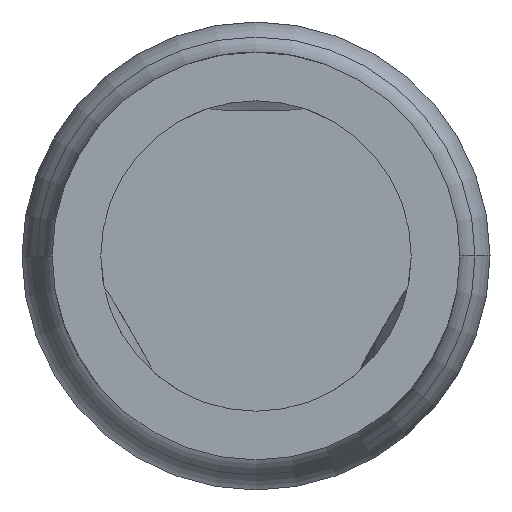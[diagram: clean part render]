
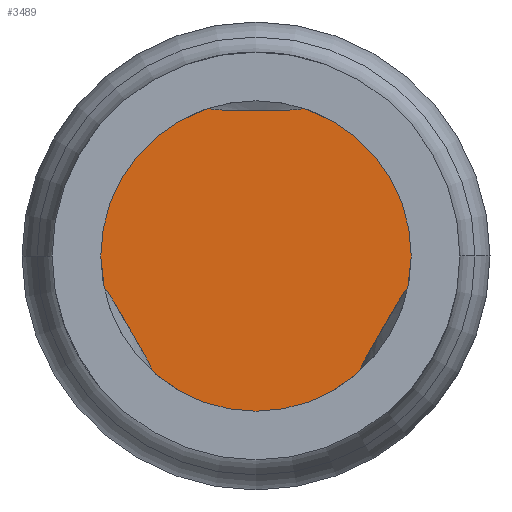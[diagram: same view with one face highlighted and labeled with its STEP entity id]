
A CAD part, front view. The second image highlights one B-rep face of the part: STEP entity #3489.
In plain terms, the highlighted planar face has unit normal (0, -1, 0).
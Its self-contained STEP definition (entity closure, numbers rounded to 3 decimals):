
#413 = DIRECTION ( 'NONE',  ( 1., 0., 0. ) ) ;
#526 = ORIENTED_EDGE ( 'NONE', *, *, #2353, .F. ) ;
#1164 = FACE_OUTER_BOUND ( 'NONE', #2982, .T. ) ;
#1216 = CIRCLE ( 'NONE', #2696, 0.338 ) ;
#1489 = AXIS2_PLACEMENT_3D ( 'NONE', #3519, #3561, #413 ) ;
#1500 = CARTESIAN_POINT ( 'NONE',  ( 0., -25.3, 0. ) ) ;
#2019 = CARTESIAN_POINT ( 'NONE',  ( 0., -25.3, 0. ) ) ;
#2171 = EDGE_CURVE ( 'Defeature ausgef�hrt1_0+Defeature ausgef�hrt1_42+Defeature ausgef�hrt1_42+Defeature ausgef�hrt1_42', #5467, #4356, #4611, .T. ) ;
#2353 = EDGE_CURVE ( 'Defeature ausgef�hrt1_0+Defeature ausgef�hrt1_42+Defeature ausgef�hrt1_42+Defeature ausgef�hrt1_42', #4356, #5467, #1216, .T. ) ;
#2362 = AXIS2_PLACEMENT_3D ( 'NONE', #2019, #5527, #2920 ) ;
#2696 = AXIS2_PLACEMENT_3D ( 'NONE', #1500, #3701, #5484 ) ;
#2920 = DIRECTION ( 'NONE',  ( -1., 0., 0. ) ) ;
#2982 = EDGE_LOOP ( 'NONE', ( #526, #5668 ) ) ;
#3312 = PLANE ( 'NONE',  #2362 ) ;
#3489 = ADVANCED_FACE ( 'Defeature ausgef�hrt1_42', ( #1164 ), #3312, .F. ) ;
#3519 = CARTESIAN_POINT ( 'NONE',  ( 0., -25.3, 0. ) ) ;
#3561 = DIRECTION ( 'NONE',  ( 0., 1., 0. ) ) ;
#3701 = DIRECTION ( 'NONE',  ( 0., 1., 0. ) ) ;
#4356 = VERTEX_POINT ( 'NONE', #4896 ) ;
#4611 = CIRCLE ( 'NONE', #1489, 0.338 ) ;
#4896 = CARTESIAN_POINT ( 'NONE',  ( -0.338, -25.3, 0. ) ) ;
#5333 = CARTESIAN_POINT ( 'NONE',  ( 0.338, -25.3, 0. ) ) ;
#5467 = VERTEX_POINT ( 'NONE', #5333 ) ;
#5484 = DIRECTION ( 'NONE',  ( 1., 0., 0. ) ) ;
#5527 = DIRECTION ( 'NONE',  ( 0., 1., 0. ) ) ;
#5668 = ORIENTED_EDGE ( 'NONE', *, *, #2171, .F. ) ;
